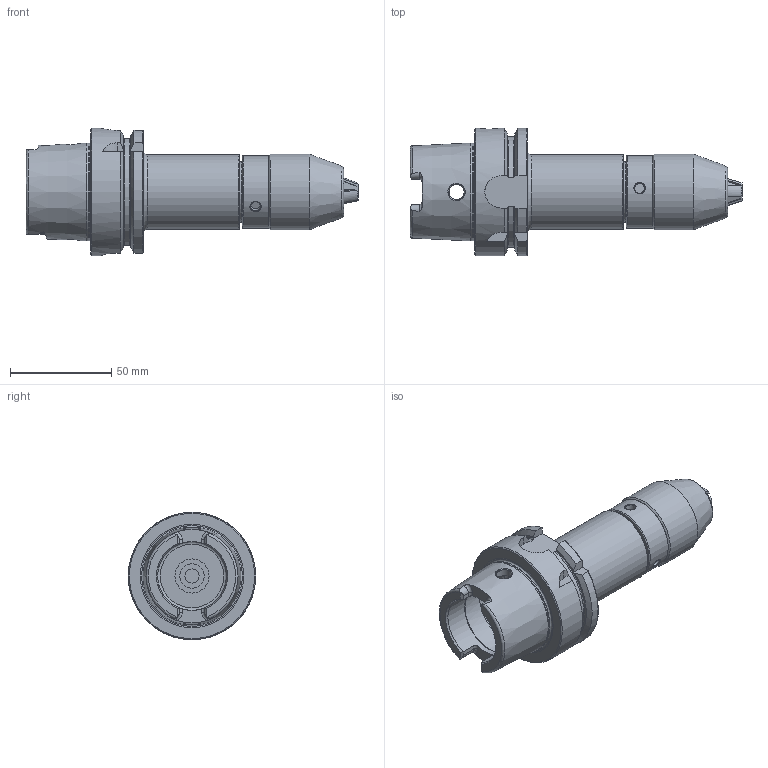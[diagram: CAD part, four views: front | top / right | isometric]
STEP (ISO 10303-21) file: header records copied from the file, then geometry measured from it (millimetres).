
FILE_DESCRIPTION(/* description */ (''),/* implementation_level */ '2;1');
FILE_NAME(/* name */ 'HSK63A-NPU8-125.stp',/* time_stamp */ '2021-03-09T10:48:03+09:00',/* author */ ('eos'),/* organization */ (''),/* preprocessor_version */ 'ST-DEVELOPER v18.1',/* originating_system */ 'Autodesk Inventor 2020',/* authorisation */ '');
FILE_SCHEMA (('AUTOMOTIVE_DESIGN { 1 0 10303 214 3 1 1 }'));
Length unit declared in the file: millimetre
Products named in the file (7): HSK63A-NPU8-125; HSK63A; BA12708201001A; 12201-10305F; 12701-106C---; 12201-10700B---; 12701-N0800C---
Assembly tree (8 placements, depth 3):
  HSK63A-NPU8-125
    HSK63A
    BA12708201001A
      12201-10305F  x3
      12701-106C---
      12201-10700B---
      12701-N0800C---
Bounding box: 164.13 x 63 x 63 mm (x, y, z)
Volume: 179240.6 mm3; surface area: 44266.1 mm2
Topology: 7 solids, 7 shells, 234 faces, 646 edges, 440 vertices
Faces by surface type: plane 126, cylinder 49, torus 30, cone 21, bspline 8
Full cylindrical faces by diameter (mm): 5 x3, 7 x1, 7.5 x2, 10 x1, 12 x1, 16.917 x1, 17.45 x1, 17.5 x1, 19 x1, 30 x1, 30.5 x1, 30.8 x1, 31.8 x1, 34 x2, 36 x1, 37 x1, 37.5 x1, 40 x1, 48.041 x1, 63 x1
Entity records: 8526 total; most frequent: CARTESIAN_POINT 3394, DIRECTION 1056, ORIENTED_EDGE 1032, EDGE_CURVE 516, AXIS2_PLACEMENT_3D 436, VERTEX_POINT 356, CIRCLE 229, EDGE_LOOP 204
